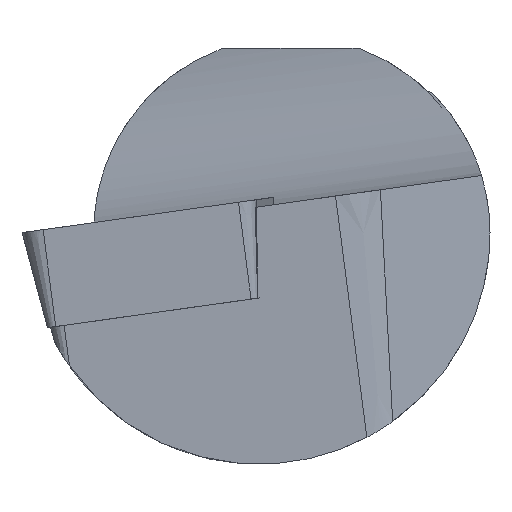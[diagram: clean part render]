
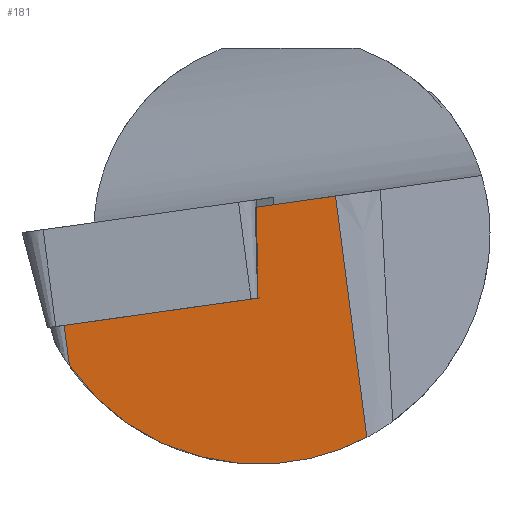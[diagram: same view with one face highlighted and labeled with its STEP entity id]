
A CAD part, left-side view. The second image highlights one B-rep face of the part: STEP entity #181.
In plain terms, the highlighted planar face has unit normal (-0.989, -0.102, -0.109).
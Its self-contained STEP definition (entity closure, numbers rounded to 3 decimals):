
#128=ELLIPSE('',#643,9.506,9.4);
#181=ADVANCED_FACE('',(#226),#204,.F.);
#204=PLANE('',#644);
#226=FACE_OUTER_BOUND('',#256,.T.);
#256=EDGE_LOOP('',(#325,#326,#327,#328,#329,#330));
#325=ORIENTED_EDGE('',*,*,#506,.T.);
#326=ORIENTED_EDGE('',*,*,#501,.T.);
#327=ORIENTED_EDGE('',*,*,#507,.T.);
#328=ORIENTED_EDGE('',*,*,#504,.F.);
#329=ORIENTED_EDGE('',*,*,#489,.F.);
#330=ORIENTED_EDGE('',*,*,#508,.T.);
#437=VERTEX_POINT('',#900);
#438=VERTEX_POINT('',#901);
#446=VERTEX_POINT('',#951);
#447=VERTEX_POINT('',#953);
#449=VERTEX_POINT('',#959);
#450=VERTEX_POINT('',#972);
#489=EDGE_CURVE('',#437,#438,#548,.T.);
#501=EDGE_CURVE('',#447,#446,#554,.T.);
#504=EDGE_CURVE('',#438,#449,#556,.T.);
#506=EDGE_CURVE('',#450,#447,#557,.T.);
#507=EDGE_CURVE('',#446,#449,#128,.T.);
#508=EDGE_CURVE('',#437,#450,#558,.T.);
#548=LINE('',#899,#587);
#554=LINE('',#952,#593);
#556=LINE('',#958,#595);
#557=LINE('',#971,#596);
#558=LINE('',#974,#597);
#587=VECTOR('',#705,1.);
#593=VECTOR('',#723,1.);
#595=VECTOR('',#729,1.);
#596=VECTOR('',#732,1.);
#597=VECTOR('',#735,1.);
#643=AXIS2_PLACEMENT_3D('',#973,#733,#734);
#644=AXIS2_PLACEMENT_3D('',#975,#736,#737);
#705=DIRECTION('',(0.086,-0.987,0.139));
#723=DIRECTION('',(0.121,-0.128,-0.984));
#729=DIRECTION('',(0.121,-0.128,-0.984));
#732=DIRECTION('',(-0.086,0.987,-0.139));
#733=DIRECTION('',(-0.989,-0.102,-0.109));
#734=DIRECTION('',(-0.149,0.676,0.722));
#735=DIRECTION('',(0.112,-0.027,-0.993));
#736=DIRECTION('',(0.989,0.102,0.109));
#737=DIRECTION('',(0.109,0.,-0.994));
#899=CARTESIAN_POINT('',(1.849,-8.61,2.453));
#900=CARTESIAN_POINT('',(0.97,1.441,1.04));
#901=CARTESIAN_POINT('',(1.256,-1.824,1.499));
#951=CARTESIAN_POINT('',(0.902,8.99,-5.405));
#952=CARTESIAN_POINT('',(0.213,9.715,0.181));
#953=CARTESIAN_POINT('',(0.698,9.204,-3.757));
#958=CARTESIAN_POINT('',(1.219,-1.785,1.797));
#959=CARTESIAN_POINT('',(2.465,-3.096,-8.309));
#971=CARTESIAN_POINT('',(1.705,-2.296,-2.14));
#972=CARTESIAN_POINT('',(1.386,1.342,-2.652));
#973=CARTESIAN_POINT('',(1.099,1.3,0.));
#974=CARTESIAN_POINT('',(0.899,1.458,1.674));
#975=CARTESIAN_POINT('',(1.219,-1.785,1.797));
